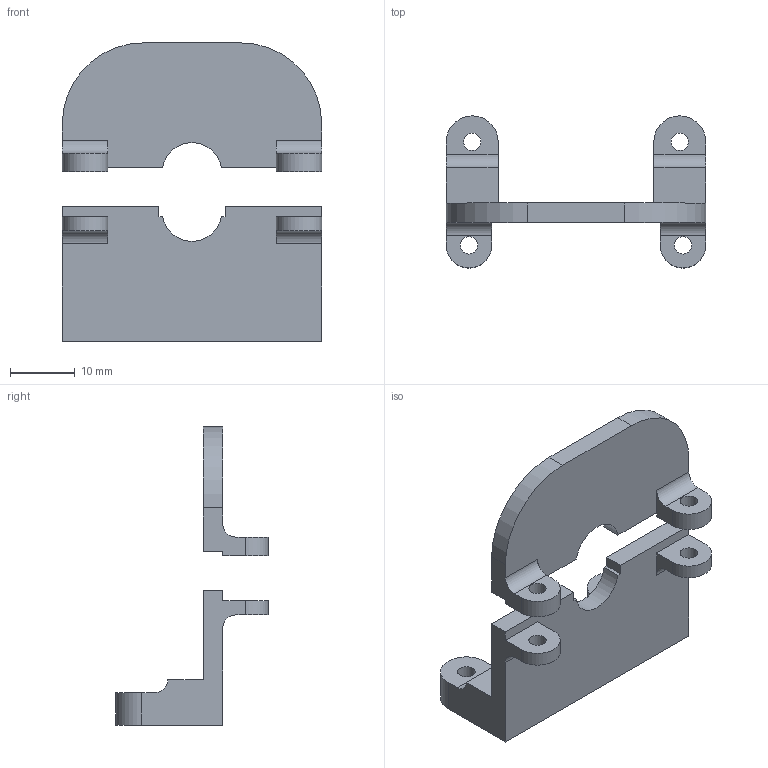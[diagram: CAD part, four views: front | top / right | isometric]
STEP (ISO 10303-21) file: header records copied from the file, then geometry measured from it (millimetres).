
FILE_DESCRIPTION(/* description */ (''),/* implementation_level */ '2;1');
FILE_NAME(/* name */ 'I Tube Base.step',/* time_stamp */ '2023-07-30T19:05:50+08:00',/* author */ (''),/* organization */ (''),/* preprocessor_version */ 'ST-DEVELOPER v19.2',/* originating_system */ 'Autodesk Translation Framework v11.17.0.187',/* authorisation */ '');
FILE_SCHEMA (('AUTOMOTIVE_DESIGN { 1 0 10303 214 3 1 1 }'));
Length unit declared in the file: millimetre
Products named in the file (1): I Tube Base
Bounding box: 40 x 23.5 x 46 mm (x, y, z)
Volume: 5950 mm3; surface area: 4890.7 mm2
Topology: 2 solids, 2 shells, 60 faces, 166 edges, 110 vertices
Faces by surface type: plane 38, cylinder 22
Full cylindrical faces by diameter (mm): 2.7 x6
Entity records: 1974 total; most frequent: CARTESIAN_POINT 337, ORIENTED_EDGE 332, DIRECTION 332, EDGE_CURVE 166, LINE 122, VECTOR 122, VERTEX_POINT 110, AXIS2_PLACEMENT_3D 105
